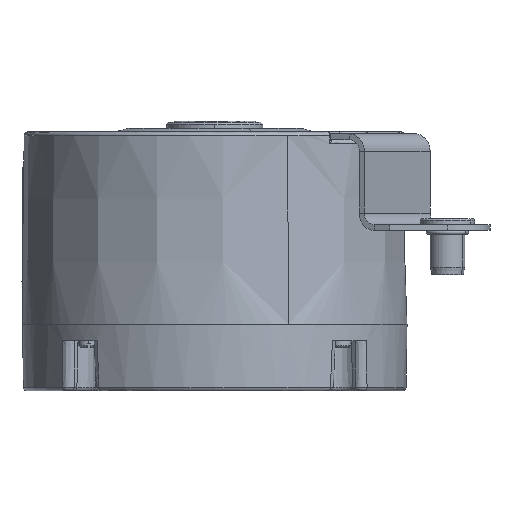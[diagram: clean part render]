
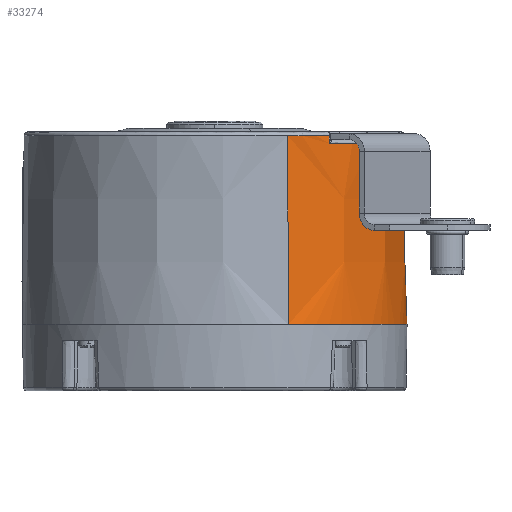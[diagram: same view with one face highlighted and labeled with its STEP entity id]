
A CAD part, front view. The second image highlights one B-rep face of the part: STEP entity #33274.
In plain terms, the highlighted conical face has half-angle 0.5 degrees and reference radius 49.531 mm.
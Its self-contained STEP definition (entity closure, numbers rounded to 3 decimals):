
#7555=CARTESIAN_POINT('',(0.,0.,-87.4));
#7556=DIRECTION('',(0.,0.,-1.));
#7557=DIRECTION('',(-0.383,0.924,0.));
#7558=AXIS2_PLACEMENT_3D('',#7555,#7556,#7557);
#7560=CARTESIAN_POINT('',(-15.09,47.4,-87.4));
#7561=CARTESIAN_POINT('',(-15.056,47.4,-86.239));
#7562=CARTESIAN_POINT('',(-14.989,47.4,-83.929));
#7563=CARTESIAN_POINT('',(-14.89,47.4,-80.495));
#7564=CARTESIAN_POINT('',(-14.824,47.4,-78.228));
#7565=CARTESIAN_POINT('',(-14.791,47.4,-77.1));
#7567=CARTESIAN_POINT('',(0.,0.,-77.1));
#7568=DIRECTION('',(0.,0.,-1.));
#7569=DIRECTION('',(-0.298,0.955,0.));
#7570=AXIS2_PLACEMENT_3D('',#7567,#7568,#7569);
#7572=CARTESIAN_POINT('',(14.791,47.4,-77.1));
#7573=CARTESIAN_POINT('',(14.824,47.4,-78.228));
#7574=CARTESIAN_POINT('',(14.89,47.4,-80.495));
#7575=CARTESIAN_POINT('',(14.989,47.4,-83.929));
#7576=CARTESIAN_POINT('',(15.056,47.4,-86.239));
#7577=CARTESIAN_POINT('',(15.09,47.4,-87.4));
#7579=CARTESIAN_POINT('',(0.,0.,-87.4));
#7580=DIRECTION('',(0.,0.,-1.));
#7581=DIRECTION('',(0.303,0.953,0.));
#7582=AXIS2_PLACEMENT_3D('',#7579,#7580,#7581);
#7584=DIRECTION('',(0.003,-0.008,-1.));
#7585=VECTOR('',#7584,48.811);
#7586=CARTESIAN_POINT('',(18.873,-45.564,
-38.591));
#7587=LINE('',#7586,#7585);
#7588=CARTESIAN_POINT('',(0.,0.,-38.591));
#7589=DIRECTION('',(0.,0.,1.));
#7590=DIRECTION('',(0.383,-0.924,0.));
#7591=AXIS2_PLACEMENT_3D('',#7588,#7589,#7590);
#7593=CARTESIAN_POINT('',(29.542,-39.491,
-38.591));
#7594=CARTESIAN_POINT('',(29.55,-39.487,
-38.813));
#7595=CARTESIAN_POINT('',(29.568,-39.479,
-39.258));
#7596=CARTESIAN_POINT('',(29.594,-39.466,
-39.924));
#7597=CARTESIAN_POINT('',(29.612,-39.458,
-40.369));
#7598=CARTESIAN_POINT('',(29.62,-39.454,
-40.591));
#7600=CARTESIAN_POINT('',(0.,0.,-40.591));
#7601=DIRECTION('',(0.,0.,1.));
#7602=DIRECTION('',(0.6,-0.8,0.));
#7603=AXIS2_PLACEMENT_3D('',#7600,#7601,#7602);
#7605=CARTESIAN_POINT('',(48.978,-5.925,
-40.591));
#7606=CARTESIAN_POINT('',(48.978,-5.915,
-40.369));
#7607=CARTESIAN_POINT('',(48.976,-5.896,
-39.924));
#7608=CARTESIAN_POINT('',(48.974,-5.867,
-39.258));
#7609=CARTESIAN_POINT('',(48.972,-5.848,
-38.813));
#7610=CARTESIAN_POINT('',(48.971,-5.838,
-38.591));
#7612=CARTESIAN_POINT('',(0.,0.,-38.591));
#7613=DIRECTION('',(0.,0.,1.));
#7614=DIRECTION('',(0.993,-0.118,0.));
#7615=AXIS2_PLACEMENT_3D('',#7612,#7613,#7614);
#7617=DIRECTION('',(-0.003,0.008,-1.));
#7618=VECTOR('',#7617,48.811);
#7619=CARTESIAN_POINT('',(-18.873,45.564,
-38.591));
#7620=LINE('',#7619,#7618);
#7644=CARTESIAN_POINT('',(29.542,-39.491,
-38.591));
#7727=CARTESIAN_POINT('',(29.62,-39.454,
-40.591));
#7922=CARTESIAN_POINT('',(48.971,-5.838,
-38.591));
#7970=CARTESIAN_POINT('',(48.978,-5.925,
-40.591));
#24483=CARTESIAN_POINT('',(-18.873,45.564,
-38.591));
#24484=CARTESIAN_POINT('',(18.873,-45.564,
-38.591));
#24485=VERTEX_POINT('',#24483);
#24486=VERTEX_POINT('',#24484);
#24488=VERTEX_POINT('',#7727);
#24514=VERTEX_POINT('',#7970);
#24516=VERTEX_POINT('',#7644);
#24542=VERTEX_POINT('',#7922);
#25172=CARTESIAN_POINT('',(-14.791,47.4,-77.1));
#25173=CARTESIAN_POINT('',(14.791,47.4,-77.1));
#25174=VERTEX_POINT('',#25172);
#25175=VERTEX_POINT('',#25173);
#26562=CARTESIAN_POINT('',(19.036,-45.957,
-87.4));
#26563=CARTESIAN_POINT('',(-19.036,45.957,
-87.4));
#26564=VERTEX_POINT('',#26562);
#26565=VERTEX_POINT('',#26563);
#26566=CARTESIAN_POINT('',(-15.09,47.4,-87.4));
#26567=VERTEX_POINT('',#26566);
#26568=CARTESIAN_POINT('',(15.09,47.4,-87.4));
#26569=VERTEX_POINT('',#26568);
#33247=CARTESIAN_POINT('',(0.,0.,-62.996));
#33248=DIRECTION('',(0.,0.,-1.));
#33249=DIRECTION('',(0.383,-0.924,0.));
#33250=AXIS2_PLACEMENT_3D('',#33247,#33248,#33249);
#33251=CONICAL_SURFACE('',#33250,49.531,0.5);
#33252=ORIENTED_EDGE('',*,*,#29777,.T.);
#33254=ORIENTED_EDGE('',*,*,#33253,.T.);
#33256=ORIENTED_EDGE('',*,*,#33255,.T.);
#33258=ORIENTED_EDGE('',*,*,#33257,.T.);
#33259=ORIENTED_EDGE('',*,*,#29773,.T.);
#33260=ORIENTED_EDGE('',*,*,#29731,.F.);
#33262=ORIENTED_EDGE('',*,*,#33261,.T.);
#33264=ORIENTED_EDGE('',*,*,#33263,.T.);
#33266=ORIENTED_EDGE('',*,*,#33265,.T.);
#33268=ORIENTED_EDGE('',*,*,#33267,.T.);
#33270=ORIENTED_EDGE('',*,*,#33269,.T.);
#33271=ORIENTED_EDGE('',*,*,#29727,.T.);
#33272=EDGE_LOOP('',(#33252,#33254,#33256,#33258,#33259,#33260,#33262,#33264,
#33266,#33268,#33270,#33271));
#33273=FACE_OUTER_BOUND('',#33272,.F.);
#7559=CIRCLE('',#7558,49.744);
#7566=B_SPLINE_CURVE_WITH_KNOTS('',3,(#7560,#7561,#7562,#7563,#7564,#7565),
.UNSPECIFIED.,.F.,.F.,(4,1,1,4),(0.,0.333,0.667,1.),
.UNSPECIFIED.);
#7571=CIRCLE('',#7570,49.654);
#7578=B_SPLINE_CURVE_WITH_KNOTS('',3,(#7572,#7573,#7574,#7575,#7576,#7577),
.UNSPECIFIED.,.F.,.F.,(4,1,1,4),(0.,0.333,0.667,1.),
.UNSPECIFIED.);
#7583=CIRCLE('',#7582,49.744);
#7592=CIRCLE('',#7591,49.318);
#7599=B_SPLINE_CURVE_WITH_KNOTS('',3,(#7593,#7594,#7595,#7596,#7597,#7598),
.UNSPECIFIED.,.F.,.F.,(4,1,1,4),(0.,0.333,0.667,1.),
.UNSPECIFIED.);
#7604=CIRCLE('',#7603,49.335);
#7611=B_SPLINE_CURVE_WITH_KNOTS('',3,(#7605,#7606,#7607,#7608,#7609,#7610),
.UNSPECIFIED.,.F.,.F.,(4,1,1,4),(0.,0.333,0.667,1.),
.UNSPECIFIED.);
#7616=CIRCLE('',#7615,49.318);
#29727=EDGE_CURVE('',#24485,#26565,#7620,.T.);
#29731=EDGE_CURVE('',#24486,#26564,#7587,.T.);
#29773=EDGE_CURVE('',#26569,#26564,#7583,.T.);
#29777=EDGE_CURVE('',#26565,#26567,#7559,.T.);
#33253=EDGE_CURVE('',#26567,#25174,#7566,.T.);
#33255=EDGE_CURVE('',#25174,#25175,#7571,.T.);
#33257=EDGE_CURVE('',#25175,#26569,#7578,.T.);
#33261=EDGE_CURVE('',#24486,#24516,#7592,.T.);
#33263=EDGE_CURVE('',#24516,#24488,#7599,.T.);
#33265=EDGE_CURVE('',#24488,#24514,#7604,.T.);
#33267=EDGE_CURVE('',#24514,#24542,#7611,.T.);
#33269=EDGE_CURVE('',#24542,#24485,#7616,.T.);
#33274=ADVANCED_FACE('',(#33273),#33251,.T.);
